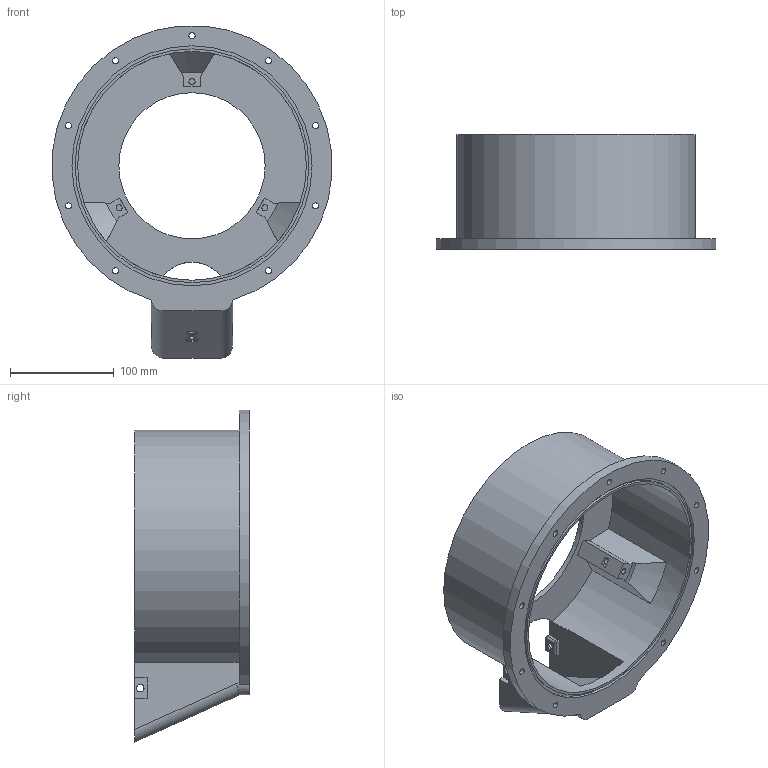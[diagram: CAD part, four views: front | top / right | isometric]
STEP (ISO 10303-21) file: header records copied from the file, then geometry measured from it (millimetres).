
FILE_DESCRIPTION(/* description */ (''),/* implementation_level */ '2;1');
FILE_NAME(/* name */ 'Thermal Housing Final.stp',/* time_stamp */ '2025-12-27T13:22:22-05:00',/* author */ ('mumin'),/* organization */ (''),/* preprocessor_version */ 'ST-DEVELOPER v20.1',/* originating_system */ 'Autodesk Inventor 2026',/* authorisation */ '');
FILE_SCHEMA (('AUTOMOTIVE_DESIGN { 1 0 10303 214 3 1 1 }'));
Length unit declared in the file: millimetre
Products named in the file (1): Thermal Housing
Bounding box: 269.35 x 110.5 x 319.5 mm (x, y, z)
Volume: 953212.6 mm3; surface area: 278606.5 mm2
Topology: 1 solids, 1 shells, 471 faces, 1260 edges, 837 vertices
Faces by surface type: plane 305, bspline 108, cylinder 55, cone 3
Full cylindrical faces by diameter (mm): 5.5 x1, 5.9 x15, 6.5 x1, 7.15 x4, 10.2 x9, 10.4 x1, 12.5 x1, 140.75 x1, 220.25 x1, 225 x1, 231 x1
Entity records: 15563 total; most frequent: CARTESIAN_POINT 4300, ORIENTED_EDGE 2520, DIRECTION 1889, EDGE_CURVE 1260, LINE 915, VECTOR 915, VERTEX_POINT 837, EDGE_LOOP 557
